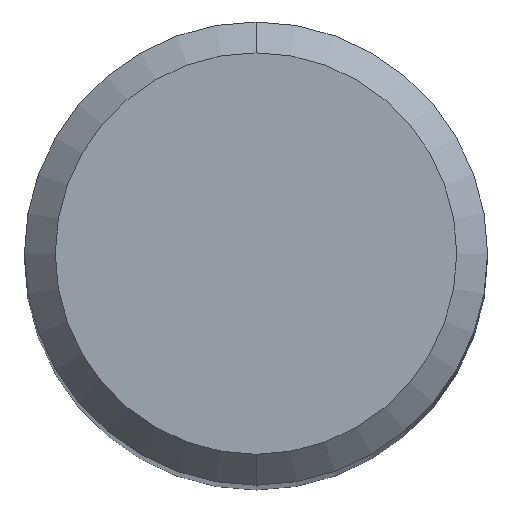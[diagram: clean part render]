
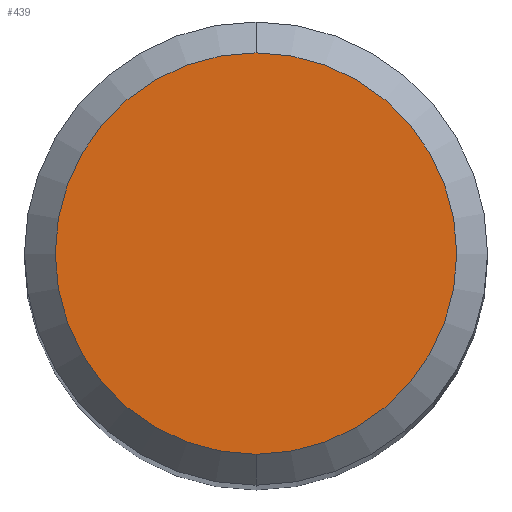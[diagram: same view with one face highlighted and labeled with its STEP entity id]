
A CAD part, top view. The second image highlights one B-rep face of the part: STEP entity #439.
In plain terms, the highlighted planar face has unit normal (0, 0, 1).
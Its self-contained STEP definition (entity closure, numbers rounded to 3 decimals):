
#209=VERTEX_POINT('',#519);
#223=EDGE_CURVE('',#367,#209,#533,.T.);
#367=VERTEX_POINT('',#689);
#433=EDGE_CURVE('',#209,#367,#765,.T.);
#439=ADVANCED_FACE('',(#772),#773,.T.);
#519=CARTESIAN_POINT('',(0.0,2.6,0.0));
#533=CIRCLE('',#934,2.6);
#689=CARTESIAN_POINT('',(0.,-2.6,0.0));
#765=CIRCLE('',#1379,2.6);
#772=FACE_OUTER_BOUND('',#1388,.T.);
#773=PLANE('',#1389);
#934=AXIS2_PLACEMENT_3D('',#1480,#1481,#1482);
#1379=AXIS2_PLACEMENT_3D('',#1756,#1757,#1758);
#1388=EDGE_LOOP('',(#1767,#1768));
#1389=AXIS2_PLACEMENT_3D('',#1769,#1770,#1771);
#1480=CARTESIAN_POINT('',(0.0,0.0,0.0));
#1481=DIRECTION('',(0.0,0.0,-1.0));
#1482=DIRECTION('',(0.0,1.0,0.0));
#1756=CARTESIAN_POINT('',(0.0,0.0,0.0));
#1757=DIRECTION('',(0.0,0.0,-1.0));
#1758=DIRECTION('',(0.0,1.0,0.0));
#1767=ORIENTED_EDGE('',*,*,#433,.F.);
#1768=ORIENTED_EDGE('',*,*,#223,.F.);
#1769=CARTESIAN_POINT('',(0.0,1.3,0.0));
#1770=DIRECTION('',(-0.0,0.0,1.0));
#1771=DIRECTION('',(0.0,-1.0,0.0));
